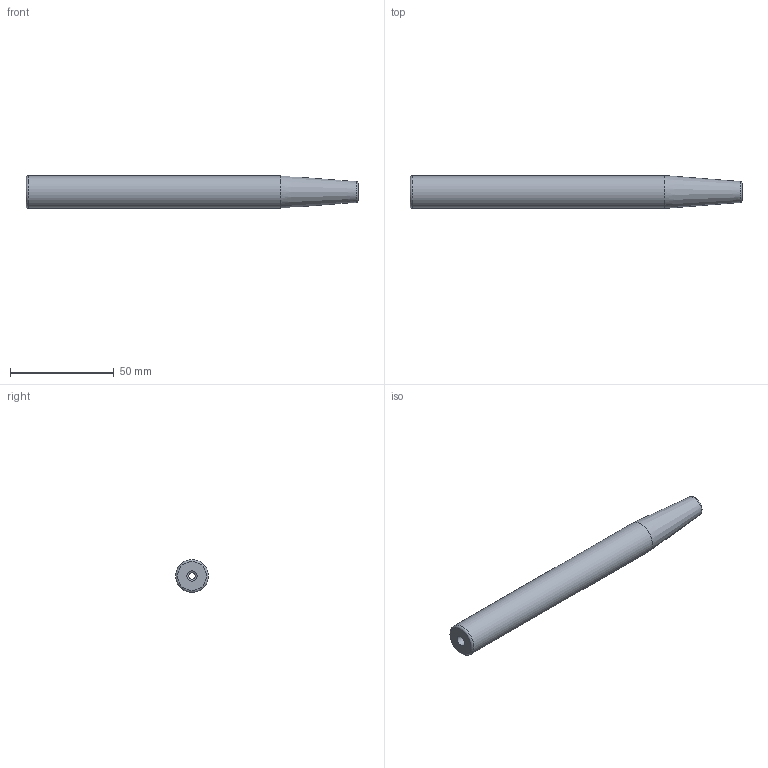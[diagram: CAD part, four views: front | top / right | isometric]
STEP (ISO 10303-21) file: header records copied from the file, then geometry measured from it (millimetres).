
FILE_DESCRIPTION(/* description */ (''),/* implementation_level */ '2;1');
FILE_NAME(/* name */ 'VS020-ST15.875-SFH3.175-6.30.stp',/* time_stamp */ '2024-01-15T11:18:26+09:00',/* author */ ('SSKT'),/* organization */ (''),/* preprocessor_version */ 'ST-DEVELOPER v19.2',/* originating_system */ 'Autodesk Inventor 2024',/* authorisation */ '');
FILE_SCHEMA (('AUTOMOTIVE_DESIGN { 1 0 10303 214 3 1 1 }'));
Length unit declared in the file: millimetre
Products named in the file (1): ST15.875-SFH3.175-6.30(20240115)
Bounding box: 160 x 15.88 x 15.88 mm (x, y, z)
Volume: 26228.5 mm3; surface area: 10315.2 mm2
Topology: 1 solids, 1 shells, 10 faces, 22 edges, 14 vertices
Faces by surface type: torus 3, cylinder 3, plane 2, cone 2
Full cylindrical faces by diameter (mm): 3 x1, 5 x1, 15.875 x1
Entity records: 334 total; most frequent: DIRECTION 61, CARTESIAN_POINT 47, ORIENTED_EDGE 44, AXIS2_PLACEMENT_3D 28, EDGE_CURVE 22, CIRCLE 17, VERTEX_POINT 14, EDGE_LOOP 12
